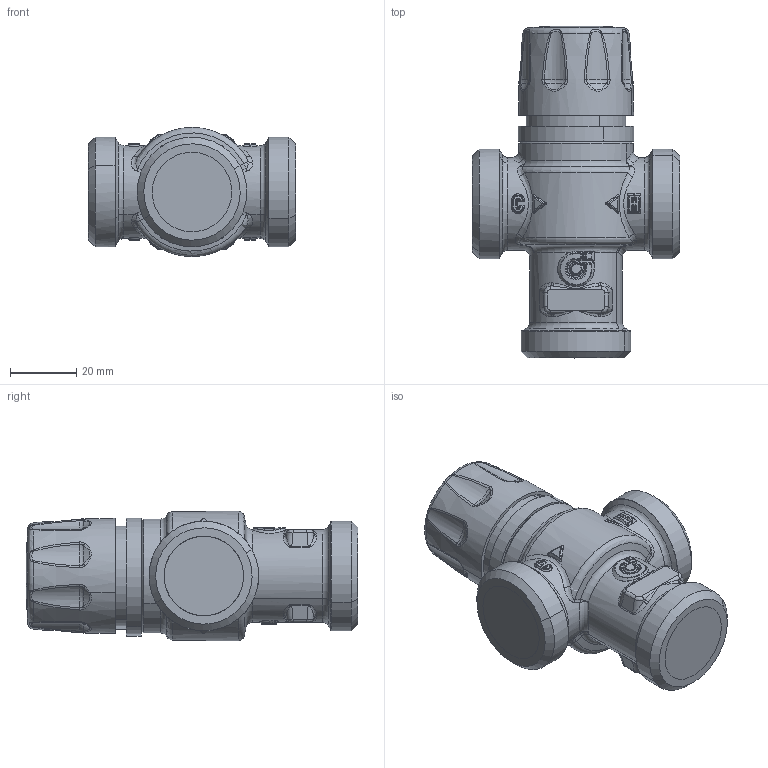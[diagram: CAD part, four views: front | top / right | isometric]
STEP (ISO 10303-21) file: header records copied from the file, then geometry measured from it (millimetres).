
FILE_DESCRIPTION(('CATIA V5 STEP Exchange','CAx-IF Rec.Pracs.--- Model Styling and Organization---1.4--- 2014-01-23','CAx-IF Rec.Pracs.---3D Tessellated Data Validation Properties---0.5---2014-09-14'),'2;1');
FILE_NAME('STEP_521901_-_TST.stp','2021-03-19T16:26:04+00:00',('none'),('none'),'CATIA Version 5-6 Release 2019 SP3','CATIA V5 STEP AP242 v1','none');
FILE_SCHEMA(('AP242_MANAGED_MODEL_BASED_3D_ENGINEERING_MIM_LF {1 0 10303 442 1 1 4}'));
Products named in the file (1): 521901 - TST
Bounding box: 62.5 x 100.17 x 39 mm (x, y, z)
Volume: 111672.4 mm3; surface area: 49674.1 mm2
Topology: 8 solids, 8 shells, 1877 faces, 4626 edges, 2678 vertices
Faces by surface type: bspline 640, plane 449, cylinder 446, cone 148, torus 106, sphere 86, revolution 2
Entity records: 90857 total; most frequent: CARTESIAN_POINT 54377, ORIENTED_EDGE 9008, EDGE_CURVE 4504, DIRECTION 4021, VERTEX_POINT 2678, B_SPLINE_CURVE_WITH_KNOTS 2295, EDGE_LOOP 1928, AXIS2_PLACEMENT_3D 1879
